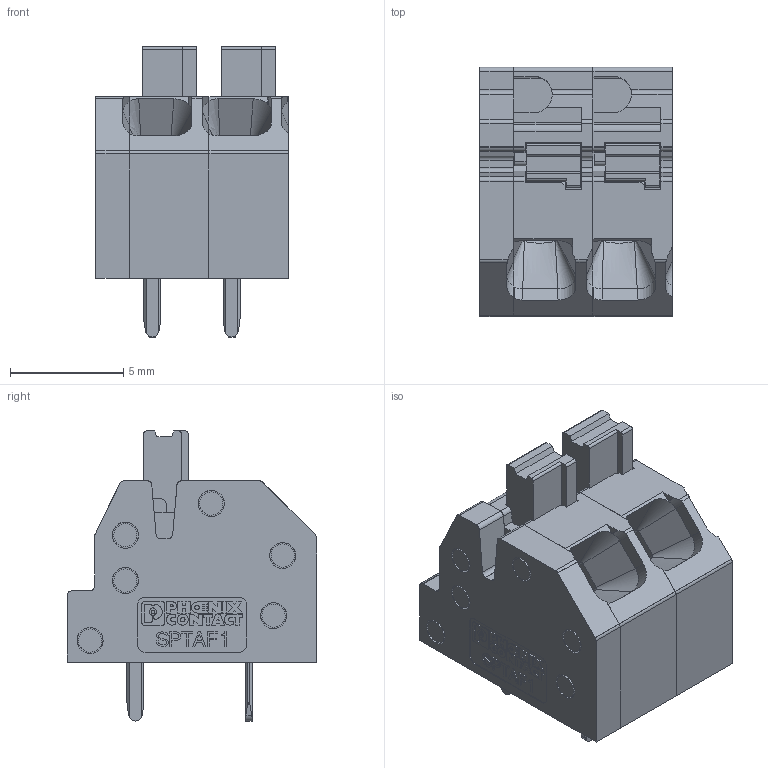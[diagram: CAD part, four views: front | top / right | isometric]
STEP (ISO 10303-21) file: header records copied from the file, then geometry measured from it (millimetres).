
FILE_DESCRIPTION(('STEP AP242'),'1');
FILE_NAME('1862042.stp','2023-03-09T22:54:20',('TraceParts'),('TraceParts S.A.'),'Spatial InterOp 3D',' ',' ');
FILE_SCHEMA(('AP242_MANAGED_MODEL_BASED_3D_ENGINEERING_MIM_LF {1 0 10303 442 1 1 4}'));
Length unit declared in the file: millimetre
Products named in the file (1): 1862042_1
Bounding box: 8.5 x 11 x 12.8 mm (x, y, z)
Volume: 582.1 mm3; surface area: 1117.5 mm2
Topology: 9 solids, 9 shells, 1037 faces, 2816 edges, 1850 vertices
Faces by surface type: plane 570, cylinder 340, cone 80, bspline 47
Entity records: 59083 total; most frequent: CARTESIAN_POINT 11519, ORIENTED_EDGE 5624, DIRECTION 5193, STYLED_ITEM 3658, PRESENTATION_STYLE_ASSIGNMENT 3658, COLOUR_RGB 3658, EDGE_CURVE 2812, CURVE_STYLE 2612
